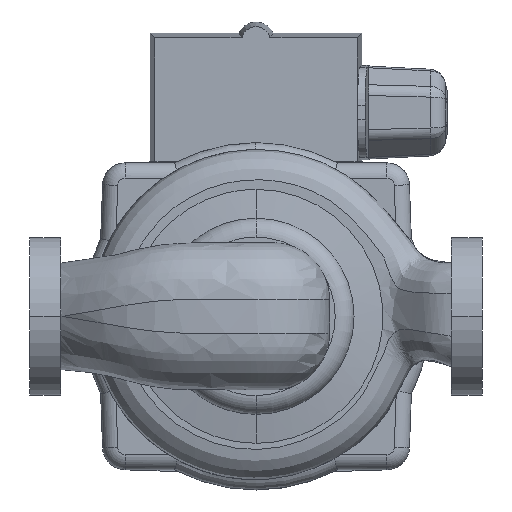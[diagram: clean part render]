
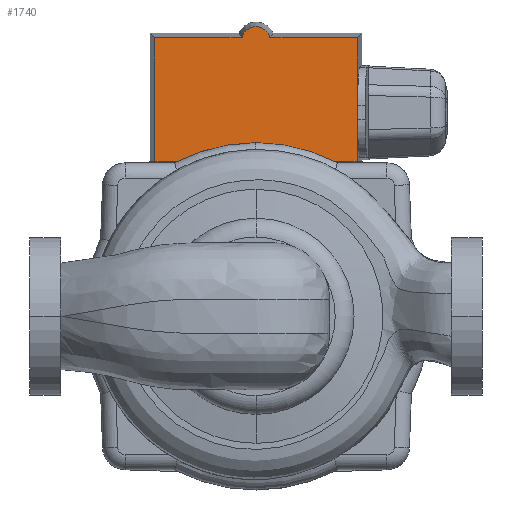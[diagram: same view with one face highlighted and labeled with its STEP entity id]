
A CAD part, left-side view. The second image highlights one B-rep face of the part: STEP entity #1740.
In plain terms, the highlighted planar face has unit normal (-1, 0, 0).
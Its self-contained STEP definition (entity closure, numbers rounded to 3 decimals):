
#1474 = VERTEX_POINT ( 'NONE', #11418 ) ;
#1477 = EDGE_CURVE ( 'NONE', #1474, #1596, #11413, .T. ) ;
#1596 = VERTEX_POINT ( 'NONE', #11978 ) ;
#1598 = EDGE_CURVE ( 'NONE', #1596, #1599, #11993, .T. ) ;
#1599 = VERTEX_POINT ( 'NONE', #11994 ) ;
#1620 = ORIENTED_EDGE ( 'NONE', *, *, #1641, .T. ) ;
#1621 = EDGE_CURVE ( 'NONE', #1760, #1643, #13559, .T. ) ;
#1622 = ORIENTED_EDGE ( 'NONE', *, *, #1759, .T. ) ;
#1634 = EDGE_CURVE ( 'NONE', #1757, #1599, #13456, .T. ) ;
#1641 = EDGE_CURVE ( 'NONE', #1474, #1642, #13464, .T. ) ;
#1642 = VERTEX_POINT ( 'NONE', #13479 ) ;
#1643 = VERTEX_POINT ( 'NONE', #13472 ) ;
#1644 = ORIENTED_EDGE ( 'NONE', *, *, #1621, .F. ) ;
#1645 = ORIENTED_EDGE ( 'NONE', *, *, #1646, .F. ) ;
#1646 = EDGE_CURVE ( 'NONE', #1643, #1642, #13434, .T. ) ;
#1740 = ADVANCED_FACE ( 'NONE', ( #13599 ), #13598, .F. ) ;
#1741 = ORIENTED_EDGE ( 'NONE', *, *, #1477, .F. ) ;
#1745 = ORIENTED_EDGE ( 'NONE', *, *, #1598, .F. ) ;
#1748 = ORIENTED_EDGE ( 'NONE', *, *, #1634, .T. ) ;
#1757 = VERTEX_POINT ( 'NONE', #13606 ) ;
#1759 = EDGE_CURVE ( 'NONE', #1760, #1757, #13615, .T. ) ;
#1760 = VERTEX_POINT ( 'NONE', #13610 ) ;
#1764 = EDGE_LOOP ( 'NONE', ( #1741, #1620, #1645, #1644, #1622, #1748, #1745 ) ) ;
#11413 = LINE ( 'NONE', #11417, #11416 ) ;
#11414 = DIRECTION ( 'NONE',  ( 0., -1., 0. ) ) ;
#11416 = VECTOR ( 'NONE', #11414, 1000. ) ;
#11417 = CARTESIAN_POINT ( 'NONE',  ( 61.4, -28., 73.789 ) ) ;
#11418 = CARTESIAN_POINT ( 'NONE',  ( 61.4, -3.706, 73.789 ) ) ;
#11890 = DIRECTION ( 'NONE',  ( 0., 0., -1. ) ) ;
#11901 = VECTOR ( 'NONE', #11890, 1000. ) ;
#11978 = CARTESIAN_POINT ( 'NONE',  ( 61.4, -26.789, 73.789 ) ) ;
#11993 = LINE ( 'NONE', #12013, #11901 ) ;
#11994 = CARTESIAN_POINT ( 'NONE',  ( 61.4, -26.789, 32.208 ) ) ;
#12013 = CARTESIAN_POINT ( 'NONE',  ( 61.4, -26.789, 75. ) ) ;
#13429 = CARTESIAN_POINT ( 'NONE',  ( 61.4, 0., 0. ) ) ;
#13430 = DIRECTION ( 'NONE',  ( 1., 0., 0. ) ) ;
#13432 = AXIS2_PLACEMENT_3D ( 'NONE', #13429, #13430, #13433 ) ;
#13433 = DIRECTION ( 'NONE',  ( 0., 0., -1. ) ) ;
#13434 = LINE ( 'NONE', #13435, #13447 ) ;
#13435 = CARTESIAN_POINT ( 'NONE',  ( 61.4, -28., 73.789 ) ) ;
#13439 = DIRECTION ( 'NONE',  ( 0., -1., 0. ) ) ;
#13447 = VECTOR ( 'NONE', #13439, 1000. ) ;
#13456 = CIRCLE ( 'NONE', #13432, 41.893 ) ;
#13464 = CIRCLE ( 'NONE', #13474, 3.789 ) ;
#13472 = CARTESIAN_POINT ( 'NONE',  ( 61.4, 26.789, 73.789 ) ) ;
#13474 = AXIS2_PLACEMENT_3D ( 'NONE', #13480, #13478, #13475 ) ;
#13475 = DIRECTION ( 'NONE',  ( 0., 0., -1. ) ) ;
#13478 = DIRECTION ( 'NONE',  ( -1., 0., 0. ) ) ;
#13479 = CARTESIAN_POINT ( 'NONE',  ( 61.4, 3.706, 73.789 ) ) ;
#13480 = CARTESIAN_POINT ( 'NONE',  ( 61.4, 0., 73. ) ) ;
#13553 = CARTESIAN_POINT ( 'NONE',  ( 61.4, 26.789, 75. ) ) ;
#13558 = DIRECTION ( 'NONE',  ( 0., 0., 1. ) ) ;
#13559 = LINE ( 'NONE', #13553, #13562 ) ;
#13562 = VECTOR ( 'NONE', #13558, 1000. ) ;
#13589 = DIRECTION ( 'NONE',  ( 0., 0., -1. ) ) ;
#13590 = DIRECTION ( 'NONE',  ( 1., 0., 0. ) ) ;
#13591 = CARTESIAN_POINT ( 'NONE',  ( 61.4, -28., 75. ) ) ;
#13592 = AXIS2_PLACEMENT_3D ( 'NONE', #13591, #13590, #13589 ) ;
#13598 = PLANE ( 'NONE',  #13592 ) ;
#13599 = FACE_OUTER_BOUND ( 'NONE', #1764, .T. ) ;
#13606 = CARTESIAN_POINT ( 'NONE',  ( 61.4, 0., 41.893 ) ) ;
#13610 = CARTESIAN_POINT ( 'NONE',  ( 61.4, 26.789, 32.208 ) ) ;
#13611 = DIRECTION ( 'NONE',  ( 0., 0., -1. ) ) ;
#13612 = DIRECTION ( 'NONE',  ( 1., 0., 0. ) ) ;
#13613 = CARTESIAN_POINT ( 'NONE',  ( 61.4, 0., 0. ) ) ;
#13614 = AXIS2_PLACEMENT_3D ( 'NONE', #13613, #13612, #13611 ) ;
#13615 = CIRCLE ( 'NONE', #13614, 41.893 ) ;
